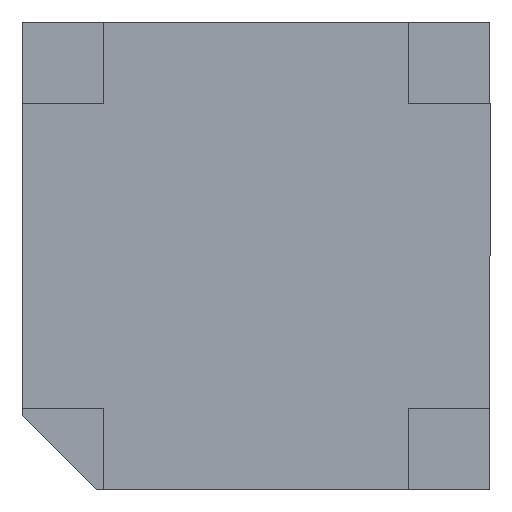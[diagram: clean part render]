
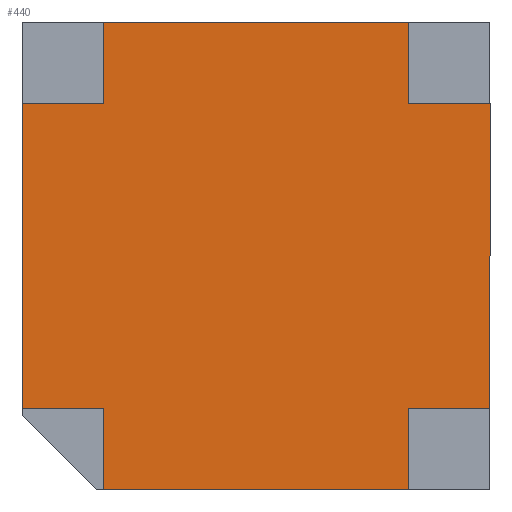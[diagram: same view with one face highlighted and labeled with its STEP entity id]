
A CAD part, front view. The second image highlights one B-rep face of the part: STEP entity #440.
In plain terms, the highlighted planar face has unit normal (0, -1, 0).
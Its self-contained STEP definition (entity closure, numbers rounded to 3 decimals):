
#92 = CARTESIAN_POINT ( 'NONE',  ( 3.75, 0., 2.45 ) ) ;
#115 = EDGE_CURVE ( 'NONE', #147, #388, #1054, .T. ) ;
#147 = VERTEX_POINT ( 'NONE', #200 ) ;
#200 = CARTESIAN_POINT ( 'NONE',  ( -2.45, 0., 3.75 ) ) ;
#251 = LINE ( 'NONE', #522, #458 ) ;
#257 = VERTEX_POINT ( 'NONE', #574 ) ;
#326 = CARTESIAN_POINT ( 'NONE',  ( -3.75, 0., 2.45 ) ) ;
#348 = DIRECTION ( 'NONE',  ( -0.707, 0., -0.707 ) ) ;
#388 = VERTEX_POINT ( 'NONE', #1144 ) ;
#395 = CARTESIAN_POINT ( 'NONE',  ( 2.45, 0., -3.75 ) ) ;
#399 = ORIENTED_EDGE ( 'NONE', *, *, #1446, .F. ) ;
#400 = DIRECTION ( 'NONE',  ( 0., 0., 1. ) ) ;
#403 = EDGE_CURVE ( 'NONE', #556, #388, #1435, .T. ) ;
#410 = CARTESIAN_POINT ( 'NONE',  ( -3.75, 0., -3.75 ) ) ;
#440 = ADVANCED_FACE ( 'NONE', ( #1443 ), #670, .F. ) ;
#445 = EDGE_LOOP ( 'NONE', ( #399, #1451, #468, #624, #982, #662, #857, #651 ) ) ;
#458 = VECTOR ( 'NONE', #510, 1000. ) ;
#467 = EDGE_CURVE ( 'NONE', #1112, #490, #1580, .T. ) ;
#468 = ORIENTED_EDGE ( 'NONE', *, *, #601, .F. ) ;
#471 = VERTEX_POINT ( 'NONE', #395 ) ;
#490 = VERTEX_POINT ( 'NONE', #326 ) ;
#510 = DIRECTION ( 'NONE',  ( -1., 0., 0. ) ) ;
#522 = CARTESIAN_POINT ( 'NONE',  ( -3.75, 0., -3.75 ) ) ;
#535 = VECTOR ( 'NONE', #348, 1000. ) ;
#556 = VERTEX_POINT ( 'NONE', #92 ) ;
#557 = CARTESIAN_POINT ( 'NONE',  ( -3.75, 0., 3.75 ) ) ;
#564 = DIRECTION ( 'NONE',  ( 1., 0., 0. ) ) ;
#574 = CARTESIAN_POINT ( 'NONE',  ( -2.45, 0., -3.75 ) ) ;
#578 = LINE ( 'NONE', #949, #535 ) ;
#601 = EDGE_CURVE ( 'NONE', #556, #1174, #1615, .T. ) ;
#624 = ORIENTED_EDGE ( 'NONE', *, *, #403, .T. ) ;
#635 = DIRECTION ( 'NONE',  ( 0.707, 0., -0.707 ) ) ;
#651 = ORIENTED_EDGE ( 'NONE', *, *, #1216, .T. ) ;
#656 = DIRECTION ( 'NONE',  ( 0., 0., 1. ) ) ;
#660 = DIRECTION ( 'NONE',  ( 0., 1., 0. ) ) ;
#662 = ORIENTED_EDGE ( 'NONE', *, *, #1398, .T. ) ;
#670 = PLANE ( 'NONE',  #859 ) ;
#717 = CARTESIAN_POINT ( 'NONE',  ( 2.45, 0., -3.75 ) ) ;
#747 = CARTESIAN_POINT ( 'NONE',  ( -3.75, 0., -2.45 ) ) ;
#766 = CARTESIAN_POINT ( 'NONE',  ( -3.75, 0., -2.45 ) ) ;
#768 = CARTESIAN_POINT ( 'NONE',  ( 0., 0., 0. ) ) ;
#788 = EDGE_CURVE ( 'NONE', #471, #1174, #994, .T. ) ;
#825 = VECTOR ( 'NONE', #1562, 1000. ) ;
#857 = ORIENTED_EDGE ( 'NONE', *, *, #467, .F. ) ;
#859 = AXIS2_PLACEMENT_3D ( 'NONE', #768, #660, #656 ) ;
#882 = DIRECTION ( 'NONE',  ( -0.707, 0., 0.707 ) ) ;
#892 = VECTOR ( 'NONE', #1466, 1000. ) ;
#930 = CARTESIAN_POINT ( 'NONE',  ( 3.75, 0., 2.45 ) ) ;
#949 = CARTESIAN_POINT ( 'NONE',  ( -2.45, 0., 3.75 ) ) ;
#982 = ORIENTED_EDGE ( 'NONE', *, *, #115, .F. ) ;
#994 = LINE ( 'NONE', #717, #892 ) ;
#1054 = LINE ( 'NONE', #557, #1222 ) ;
#1112 = VERTEX_POINT ( 'NONE', #766 ) ;
#1144 = CARTESIAN_POINT ( 'NONE',  ( 2.45, 0., 3.75 ) ) ;
#1174 = VERTEX_POINT ( 'NONE', #1231 ) ;
#1216 = EDGE_CURVE ( 'NONE', #1112, #257, #1427, .T. ) ;
#1222 = VECTOR ( 'NONE', #564, 1000. ) ;
#1231 = CARTESIAN_POINT ( 'NONE',  ( 3.75, 0., -2.45 ) ) ;
#1334 = VECTOR ( 'NONE', #635, 1000. ) ;
#1398 = EDGE_CURVE ( 'NONE', #147, #490, #578, .T. ) ;
#1427 = LINE ( 'NONE', #747, #1334 ) ;
#1435 = LINE ( 'NONE', #930, #1470 ) ;
#1443 = FACE_OUTER_BOUND ( 'NONE', #445, .T. ) ;
#1446 = EDGE_CURVE ( 'NONE', #471, #257, #251, .T. ) ;
#1451 = ORIENTED_EDGE ( 'NONE', *, *, #788, .T. ) ;
#1466 = DIRECTION ( 'NONE',  ( 0.707, 0., 0.707 ) ) ;
#1470 = VECTOR ( 'NONE', #882, 1000. ) ;
#1483 = VECTOR ( 'NONE', #400, 1000. ) ;
#1562 = DIRECTION ( 'NONE',  ( 0., 0., -1. ) ) ;
#1580 = LINE ( 'NONE', #410, #1483 ) ;
#1596 = CARTESIAN_POINT ( 'NONE',  ( 3.75, 0., -3.75 ) ) ;
#1615 = LINE ( 'NONE', #1596, #825 ) ;
